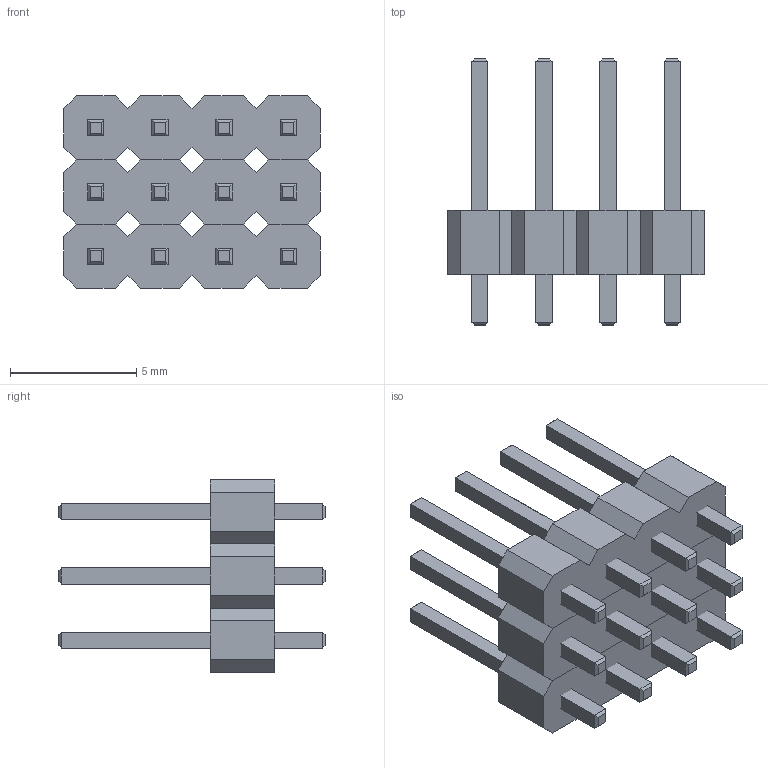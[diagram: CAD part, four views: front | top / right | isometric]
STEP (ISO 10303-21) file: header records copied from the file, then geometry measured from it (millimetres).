
FILE_DESCRIPTION(/* description */ (''),/* implementation_level */ '2;1');
FILE_NAME(/* name */ '8c2efd7a-fcbb-4f8a-bad4-e451c7ccca87.stp',/* time_stamp */ '2022-07-26T19:46:27Z',/* author */ (''),/* organization */ (''),/* preprocessor_version */ 'ST-DEVELOPER v19',/* originating_system */ 'Autodesk Translation Framework v11.7.0.108',/* authorisation */ '');
FILE_SCHEMA (('AUTOMOTIVE_DESIGN { 1 0 10303 214 3 1 1 }'));
Length unit declared in the file: millimetre
Products named in the file (1): 04x03 Servo Headers
Bounding box: 10.16 x 10.54 x 7.62 mm (x, y, z)
Volume: 232.9 mm3; surface area: 676 mm2
Topology: 15 solids, 15 shells, 252 faces, 570 edges, 348 vertices
Faces by surface type: plane 252
Entity records: 6813 total; most frequent: CARTESIAN_POINT 1171, ORIENTED_EDGE 1140, DIRECTION 1076, LINE 570, VECTOR 570, EDGE_CURVE 570, VERTEX_POINT 348, AXIS2_PLACEMENT_3D 253
